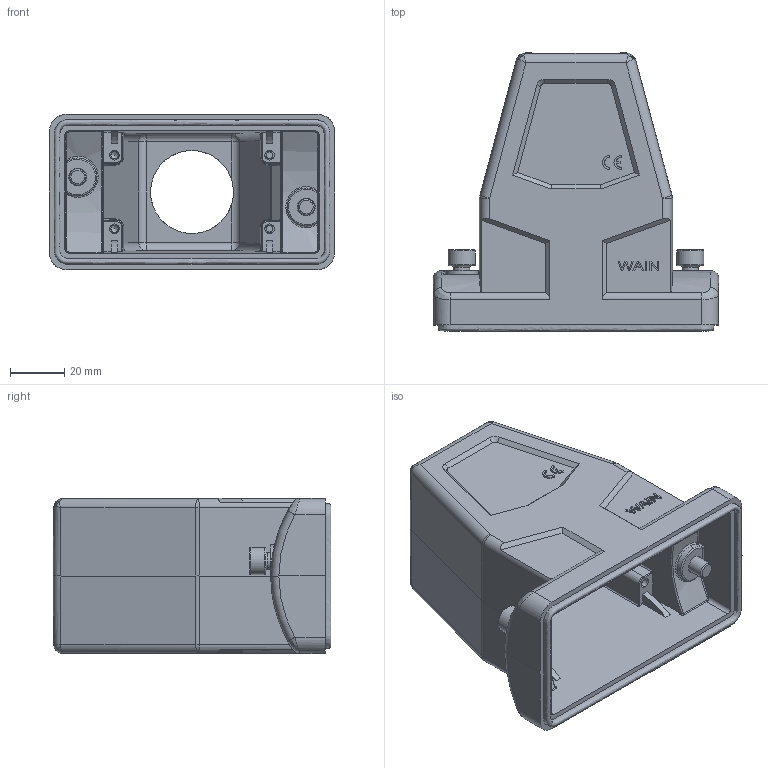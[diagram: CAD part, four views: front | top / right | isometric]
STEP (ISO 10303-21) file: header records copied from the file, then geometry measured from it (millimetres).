
FILE_DESCRIPTION(/* description */ (''),/* implementation_level */ '2;1');
FILE_NAME(/* name */ '3D_1140104205004_HC10B-TEH-2S-M32_V1.1.stp',/* time_stamp */ '2024-01-25T15:02:39+08:00',/* author */ (''),/* organization */ (''),/* preprocessor_version */ 'ST-DEVELOPER v18.1',/* originating_system */ 'SIEMENS PLM Software NX 1980',/* authorisation */ '');
FILE_SCHEMA (('AP203_CONFIGURATION_CONTROLLED_3D_DESIGN_OF_MECHANICAL_PARTS_AND_ASSEMBLIES_MIM_LF { 1 0 10303 203 3 1 4 }','PROCESS_PLANNING_SCHEMA'));
Length unit declared in the file: millimetre
Products named in the file (3): B.HC10B-BEH-2S_stp55; M6X2056; 3D_1140104205003_HC10B-TEH-2S-M25_V1.1_stp
Assembly tree (3 placements, depth 2):
  3D_1140104205003_HC10B-TEH-2S-M25_V1.1_stp
    M6X2056  x2
    B.HC10B-BEH-2S_stp55
Bounding box: 105 x 102.13 x 57 mm (x, y, z)
Volume: 135244.9 mm3; surface area: 58805.6 mm2
Topology: 6 solids, 6 shells, 485 faces, 1224 edges, 757 vertices
Faces by surface type: plane 212, cylinder 159, bspline 50, torus 28, sphere 20, cone 16
Full cylindrical faces by diameter (mm): 2.67 x2, 6 x2, 7 x2, 10 x2, 12 x2, 30.5 x1
Entity records: 20079 total; most frequent: CARTESIAN_POINT 9764, ORIENTED_EDGE 2286, DIRECTION 1834, EDGE_CURVE 1143, VERTEX_POINT 728, AXIS2_PLACEMENT_3D 645, LINE 544, VECTOR 544
